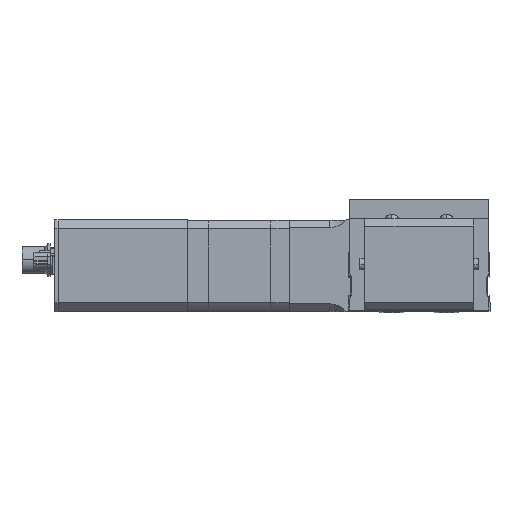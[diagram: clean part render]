
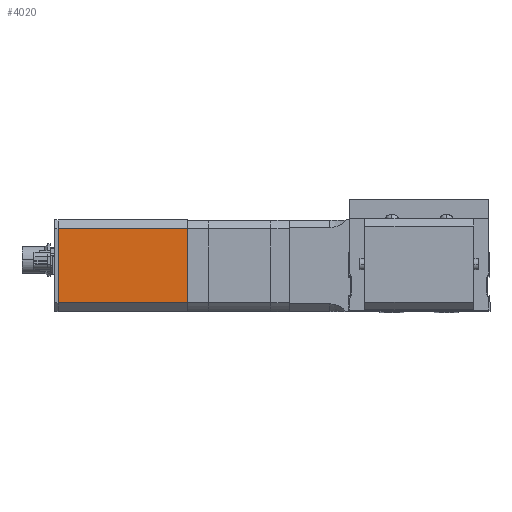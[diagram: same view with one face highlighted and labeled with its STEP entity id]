
A CAD part, top view. The second image highlights one B-rep face of the part: STEP entity #4020.
In plain terms, the highlighted face is planar.
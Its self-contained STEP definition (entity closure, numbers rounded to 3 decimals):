
#23 = ORIENTED_EDGE ( 'NONE', *, *, #26346, .T. ) ;
#1269 = LINE ( 'NONE', #3485, #5132 ) ;
#1354 = LINE ( 'NONE', #17558, #26865 ) ;
#1683 = CARTESIAN_POINT ( 'NONE',  ( -31., 17., -106.25 ) ) ;
#3485 = CARTESIAN_POINT ( 'NONE',  ( -31., 17., -106.25 ) ) ;
#4020 = ADVANCED_FACE ( 'NONE', ( #22615 ), #4921, .F. ) ;
#4921 = PLANE ( 'NONE',  #21272 ) ;
#5132 = VECTOR ( 'NONE', #14878, 1000. ) ;
#6066 = CARTESIAN_POINT ( 'NONE',  ( -31., 17., -47. ) ) ;
#6664 = LINE ( 'NONE', #16305, #26355 ) ;
#6709 = DIRECTION ( 'NONE',  ( 0., 1., 0. ) ) ;
#7581 = VERTEX_POINT ( 'NONE', #6066 ) ;
#7624 = LINE ( 'NONE', #26215, #21639 ) ;
#8730 = CARTESIAN_POINT ( 'NONE',  ( -31., -17., -47. ) ) ;
#9006 = CARTESIAN_POINT ( 'NONE',  ( -31., 17., -106.25 ) ) ;
#12928 = CARTESIAN_POINT ( 'NONE',  ( -31., -17., -106.25 ) ) ;
#14846 = EDGE_CURVE ( 'NONE', #20405, #23553, #7624, .T. ) ;
#14878 = DIRECTION ( 'NONE',  ( 0., 0., 1. ) ) ;
#15127 = DIRECTION ( 'NONE',  ( 0., 1., 0. ) ) ;
#16305 = CARTESIAN_POINT ( 'NONE',  ( -31., -17., -106.25 ) ) ;
#17405 = DIRECTION ( 'NONE',  ( 0., 1., 0. ) ) ;
#17558 = CARTESIAN_POINT ( 'NONE',  ( -31., 17., -47. ) ) ;
#18063 = VERTEX_POINT ( 'NONE', #8730 ) ;
#18833 = ORIENTED_EDGE ( 'NONE', *, *, #21372, .T. ) ;
#19174 = EDGE_CURVE ( 'NONE', #23553, #7581, #1269, .T. ) ;
#19563 = EDGE_LOOP ( 'NONE', ( #23, #25551, #27129, #18833 ) ) ;
#20405 = VERTEX_POINT ( 'NONE', #12928 ) ;
#20816 = DIRECTION ( 'NONE',  ( 1., 0., 0. ) ) ;
#21272 = AXIS2_PLACEMENT_3D ( 'NONE', #9006, #20816, #6709 ) ;
#21372 = EDGE_CURVE ( 'NONE', #20405, #18063, #6664, .T. ) ;
#21639 = VECTOR ( 'NONE', #15127, 1000. ) ;
#22575 = DIRECTION ( 'NONE',  ( 0., 0., 1. ) ) ;
#22615 = FACE_OUTER_BOUND ( 'NONE', #19563, .T. ) ;
#23553 = VERTEX_POINT ( 'NONE', #1683 ) ;
#25551 = ORIENTED_EDGE ( 'NONE', *, *, #19174, .F. ) ;
#26215 = CARTESIAN_POINT ( 'NONE',  ( -31., 17., -106.25 ) ) ;
#26346 = EDGE_CURVE ( 'NONE', #18063, #7581, #1354, .T. ) ;
#26355 = VECTOR ( 'NONE', #22575, 1000. ) ;
#26865 = VECTOR ( 'NONE', #17405, 1000. ) ;
#27129 = ORIENTED_EDGE ( 'NONE', *, *, #14846, .F. ) ;
